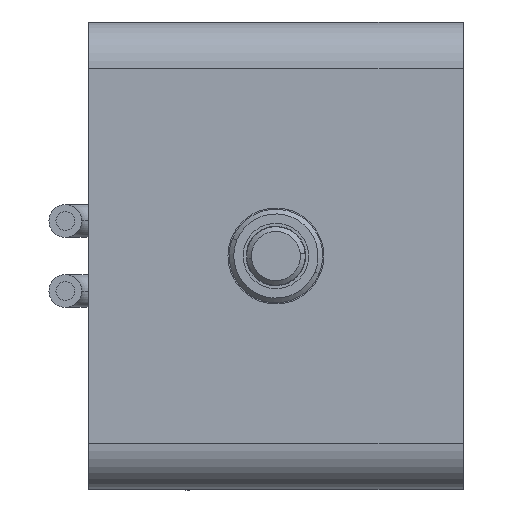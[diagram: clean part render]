
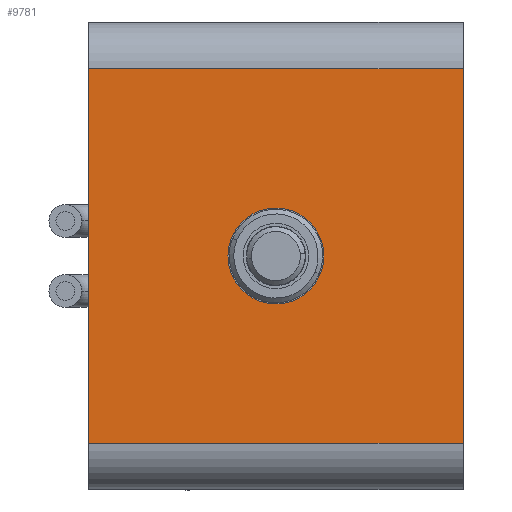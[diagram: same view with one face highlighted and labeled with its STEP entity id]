
A CAD part, left-side view. The second image highlights one B-rep face of the part: STEP entity #9781.
In plain terms, the highlighted planar face has unit normal (-1, 0, 0).
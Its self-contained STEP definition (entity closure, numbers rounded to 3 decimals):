
#168 = CIRCLE ( 'NONE', #170, 2.05 ) ;
#169 = VECTOR ( 'NONE', #5586, 1000. ) ;
#170 = AXIS2_PLACEMENT_3D ( 'NONE', #5583, #5584, #5585 ) ;
#171 = VECTOR ( 'NONE', #5589, 1000. ) ;
#880 = CARTESIAN_POINT ( 'NONE',  ( 0., 0., 20. ) ) ;
#896 = LINE ( 'NONE', #880, #1965 ) ;
#900 = DIRECTION ( 'NONE',  ( 0., 0., -1. ) ) ;
#1030 = AXIS2_PLACEMENT_3D ( 'NONE', #11996, #12008, #12009 ) ;
#1416 = EDGE_LOOP ( 'NONE', ( #4686, #4687 ) ) ;
#1447 = EDGE_LOOP ( 'NONE', ( #4688, #4689, #4690, #4691 ) ) ;
#1771 = EDGE_CURVE ( 'NONE', #10322, #10323, #5077, .T. ) ;
#1822 = EDGE_CURVE ( 'NONE', #10363, #10366, #2214, .T. ) ;
#1832 = EDGE_CURVE ( 'NONE', #10374, #10375, #896, .T. ) ;
#1957 = VECTOR ( 'NONE', #2232, 1000. ) ;
#1965 = VECTOR ( 'NONE', #900, 1000. ) ;
#2210 = CARTESIAN_POINT ( 'NONE',  ( 0., 16., 20. ) ) ;
#2214 = LINE ( 'NONE', #2210, #1957 ) ;
#2232 = DIRECTION ( 'NONE',  ( 0., 0., -1. ) ) ;
#2387 = CARTESIAN_POINT ( 'NONE',  ( 0., 8., 10. ) ) ;
#2388 = DIRECTION ( 'NONE',  ( -1., 0., 0. ) ) ;
#2389 = DIRECTION ( 'NONE',  ( 0., -1., 0. ) ) ;
#4686 = ORIENTED_EDGE ( 'NONE', *, *, #12476, .F. ) ;
#4687 = ORIENTED_EDGE ( 'NONE', *, *, #1771, .F. ) ;
#4688 = ORIENTED_EDGE ( 'NONE', *, *, #1832, .F. ) ;
#4689 = ORIENTED_EDGE ( 'NONE', *, *, #12477, .T. ) ;
#4690 = ORIENTED_EDGE ( 'NONE', *, *, #1822, .T. ) ;
#4691 = ORIENTED_EDGE ( 'NONE', *, *, #12478, .T. ) ;
#5069 = AXIS2_PLACEMENT_3D ( 'NONE', #2387, #2388, #2389 ) ;
#5077 = CIRCLE ( 'NONE', #5069, 2.05 ) ;
#5573 = LINE ( 'NONE', #5574, #169 ) ;
#5574 = CARTESIAN_POINT ( 'NONE',  ( 0., 16., 18. ) ) ;
#5583 = CARTESIAN_POINT ( 'NONE',  ( 0., 8., 10. ) ) ;
#5584 = DIRECTION ( 'NONE',  ( -1., 0., 0. ) ) ;
#5585 = DIRECTION ( 'NONE',  ( 0., -1., 0. ) ) ;
#5586 = DIRECTION ( 'NONE',  ( 0., 1., 0. ) ) ;
#5587 = LINE ( 'NONE', #5588, #171 ) ;
#5588 = CARTESIAN_POINT ( 'NONE',  ( 0., 0., 2. ) ) ;
#5589 = DIRECTION ( 'NONE',  ( 0., -1., 0. ) ) ;
#9781 = ADVANCED_FACE ( 'NONE', ( #12004, #12005 ), #12006, .F. ) ;
#10322 = VERTEX_POINT ( 'NONE', #14001 ) ;
#10323 = VERTEX_POINT ( 'NONE', #14002 ) ;
#10363 = VERTEX_POINT ( 'NONE', #14042 ) ;
#10366 = VERTEX_POINT ( 'NONE', #14045 ) ;
#10374 = VERTEX_POINT ( 'NONE', #14053 ) ;
#10375 = VERTEX_POINT ( 'NONE', #14054 ) ;
#11996 = CARTESIAN_POINT ( 'NONE',  ( 0., 16., 20. ) ) ;
#12004 = FACE_BOUND ( 'NONE', #1416, .T. ) ;
#12005 = FACE_OUTER_BOUND ( 'NONE', #1447, .T. ) ;
#12006 = PLANE ( 'NONE',  #1030 ) ;
#12008 = DIRECTION ( 'NONE',  ( 1., 0., 0. ) ) ;
#12009 = DIRECTION ( 'NONE',  ( 0., 1., 0. ) ) ;
#12476 = EDGE_CURVE ( 'NONE', #10323, #10322, #168, .T. ) ;
#12477 = EDGE_CURVE ( 'NONE', #10374, #10363, #5573, .T. ) ;
#12478 = EDGE_CURVE ( 'NONE', #10366, #10375, #5587, .T. ) ;
#14001 = CARTESIAN_POINT ( 'NONE',  ( 0., 10.05, 10. ) ) ;
#14002 = CARTESIAN_POINT ( 'NONE',  ( 0., 5.95, 10. ) ) ;
#14042 = CARTESIAN_POINT ( 'NONE',  ( 0., 16., 18. ) ) ;
#14045 = CARTESIAN_POINT ( 'NONE',  ( 0., 16., 2. ) ) ;
#14053 = CARTESIAN_POINT ( 'NONE',  ( 0., 0., 18. ) ) ;
#14054 = CARTESIAN_POINT ( 'NONE',  ( 0., 0., 2. ) ) ;
